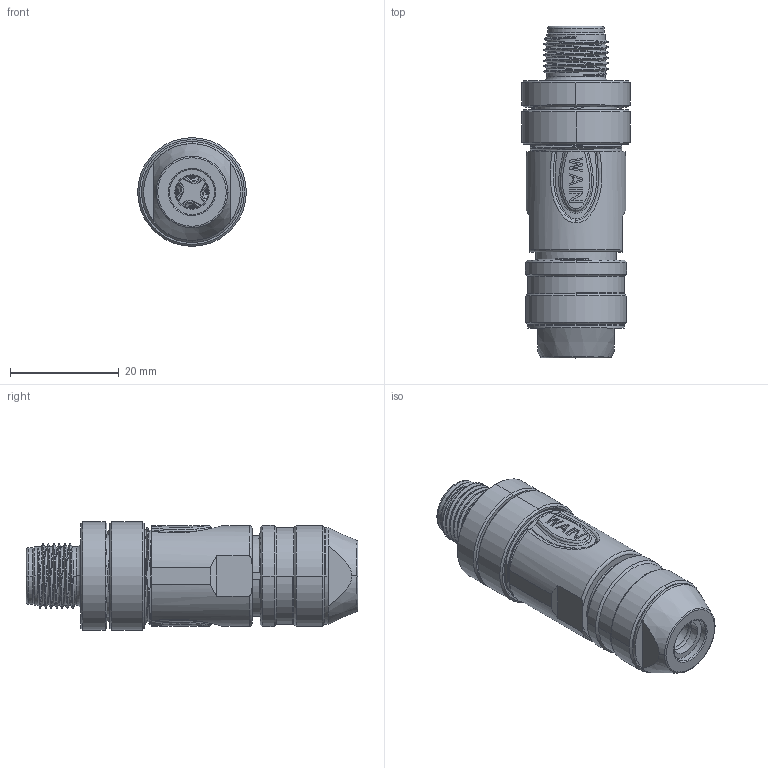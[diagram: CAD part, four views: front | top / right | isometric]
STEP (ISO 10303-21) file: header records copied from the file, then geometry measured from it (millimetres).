
FILE_DESCRIPTION((''),'2;1');
FILE_NAME('M12-M04D-T-D6_SW0001','2017-08-14T',('zq.xu'),(''),'PRO/ENGINEER BY PARAMETRIC TECHNOLOGY CORPORATION, 2012480','PRO/ENGINEER BY PARAMETRIC TECHNOLOGY CORPORATION, 2012480','');
FILE_SCHEMA(('AUTOMOTIVE_DESIGN { 1 0 10303 214 1 1 1 1 }'));
Products named in the file (1): M12-M04D-T-D6_SW0001
Bounding box: 20 x 61.1 x 20 mm (x, y, z)
Volume: 9739 mm3; surface area: 14895 mm2
Topology: 1 solids, 1 shells, 1277 faces, 3943 edges, 2641 vertices
Faces by surface type: cylinder 426, plane 367, bspline 192, cone 126, torus 90, extrusion 68, sphere 8
Entity records: 72999 total; most frequent: CARTESIAN_POINT 40708, ORIENTED_EDGE 7846, DIRECTION 5232, EDGE_CURVE 3923, VERTEX_POINT 2639, AXIS2_PLACEMENT_3D 1970, B_SPLINE_CURVE_WITH_KNOTS 1812, EDGE_LOOP 1390
